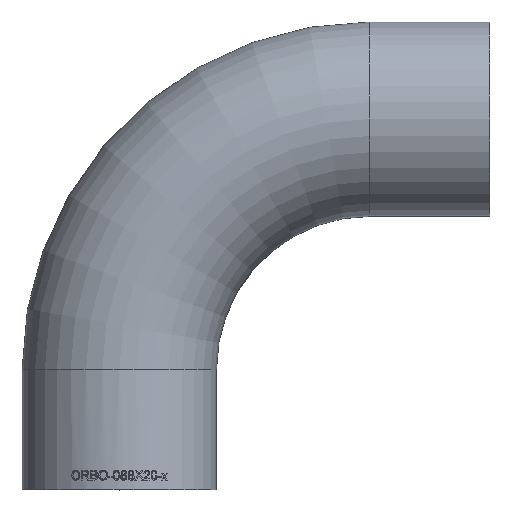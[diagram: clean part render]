
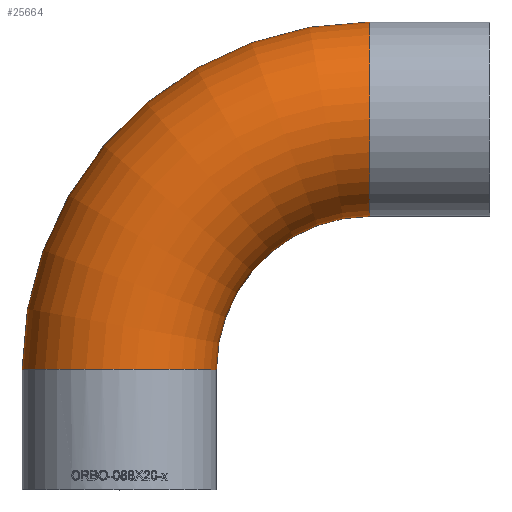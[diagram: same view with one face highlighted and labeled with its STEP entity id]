
A CAD part, top view. The second image highlights one B-rep face of the part: STEP entity #25664.
In plain terms, the highlighted toroidal (fillet/blend) face has major radius 114.5 mm and minor radius 44.45 mm.
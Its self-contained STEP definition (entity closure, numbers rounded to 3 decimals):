
#986 = VERTEX_POINT ( 'NONE', #22156 ) ;
#1075 = EDGE_CURVE ( 'NONE', #15263, #15263, #10571, .T. ) ;
#1294 = CARTESIAN_POINT ( 'NONE',  ( -114.5, 55., 0. ) ) ;
#3389 = CARTESIAN_POINT ( 'NONE',  ( -114.5, 55., 44.45 ) ) ;
#3567 = DIRECTION ( 'NONE',  ( 0., 0., 1. ) ) ;
#4822 = CIRCLE ( 'NONE', #6730, 44.45 ) ;
#6730 = AXIS2_PLACEMENT_3D ( 'NONE', #21742, #10186, #3567 ) ;
#7568 = FACE_OUTER_BOUND ( 'NONE', #12033, .T. ) ;
#9141 = TOROIDAL_SURFACE ( 'NONE', #19190, 114.5, 44.45 ) ;
#10186 = DIRECTION ( 'NONE',  ( 1., 0., 0. ) ) ;
#10571 = CIRCLE ( 'NONE', #11093, 44.45 ) ;
#11093 = AXIS2_PLACEMENT_3D ( 'NONE', #1294, #26084, #15279 ) ;
#12033 = EDGE_LOOP ( 'NONE', ( #24658 ) ) ;
#12239 = DIRECTION ( 'NONE',  ( 0., 0., -1. ) ) ;
#15263 = VERTEX_POINT ( 'NONE', #3389 ) ;
#15279 = DIRECTION ( 'NONE',  ( 0., 0., 1. ) ) ;
#18969 = DIRECTION ( 'NONE',  ( -1., 0., 0. ) ) ;
#19190 = AXIS2_PLACEMENT_3D ( 'NONE', #21378, #12239, #18969 ) ;
#20809 = FACE_OUTER_BOUND ( 'NONE', #25734, .T. ) ;
#21378 = CARTESIAN_POINT ( 'NONE',  ( 0., 55., 0. ) ) ;
#21742 = CARTESIAN_POINT ( 'NONE',  ( 0., 169.5, 0. ) ) ;
#22156 = CARTESIAN_POINT ( 'NONE',  ( 0., 169.5, 44.45 ) ) ;
#24658 = ORIENTED_EDGE ( 'NONE', *, *, #1075, .T. ) ;
#24687 = EDGE_CURVE ( 'NONE', #986, #986, #4822, .T. ) ;
#24956 = ORIENTED_EDGE ( 'NONE', *, *, #24687, .F. ) ;
#25664 = ADVANCED_FACE ( 'NONE', ( #20809, #7568 ), #9141, .T. ) ;
#25734 = EDGE_LOOP ( 'NONE', ( #24956 ) ) ;
#26084 = DIRECTION ( 'NONE',  ( 0., 1., 0. ) ) ;
